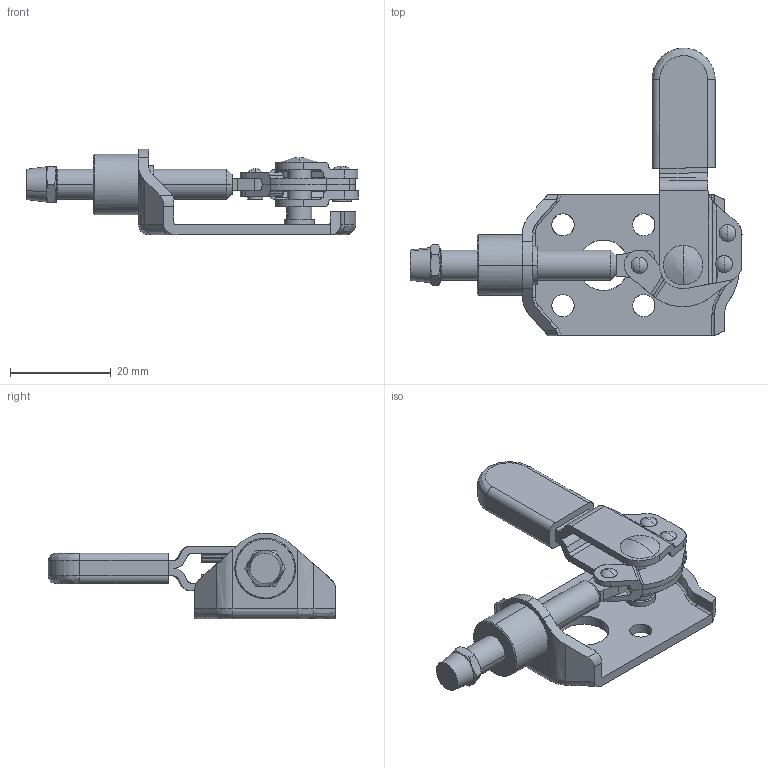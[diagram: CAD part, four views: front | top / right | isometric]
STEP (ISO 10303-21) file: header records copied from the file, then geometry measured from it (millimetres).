
FILE_DESCRIPTION((''),' ');
FILE_NAME('GH-301-CML.stp',' ',('stephen'),('BIB design'),' ','ACIS 14.0',' ');
FILE_SCHEMA(('automotive_design'));
Length unit declared in the file: inch
Products named in the file (15): Part_7018; Part_7019; Part_7020; Part_7021; Part_7022; Part_7023; Part_7024; Part_7025; Part_7026; Part_7027; Part_7028; Part_7029; Part_7017; Part_18748
Bounding box: 65.75 x 57 x 17 mm (x, y, z)
Volume: 8048.1 mm3; surface area: 9202.4 mm2
Topology: 15 solids, 15 shells, 313 faces, 2639 edges, 2359 vertices
Faces by surface type: revolution 182, bspline 131
Entity records: 59470 total; most frequent: CARTESIAN_POINT 12871, PRESENTATION_STYLE_ASSIGNMENT 5627, COLOUR_RGB 5627, STYLED_ITEM 5316, ORIENTED_EDGE 5258, DIRECTION 3513, CURVE_STYLE 2940, EDGE_CURVE 2629
